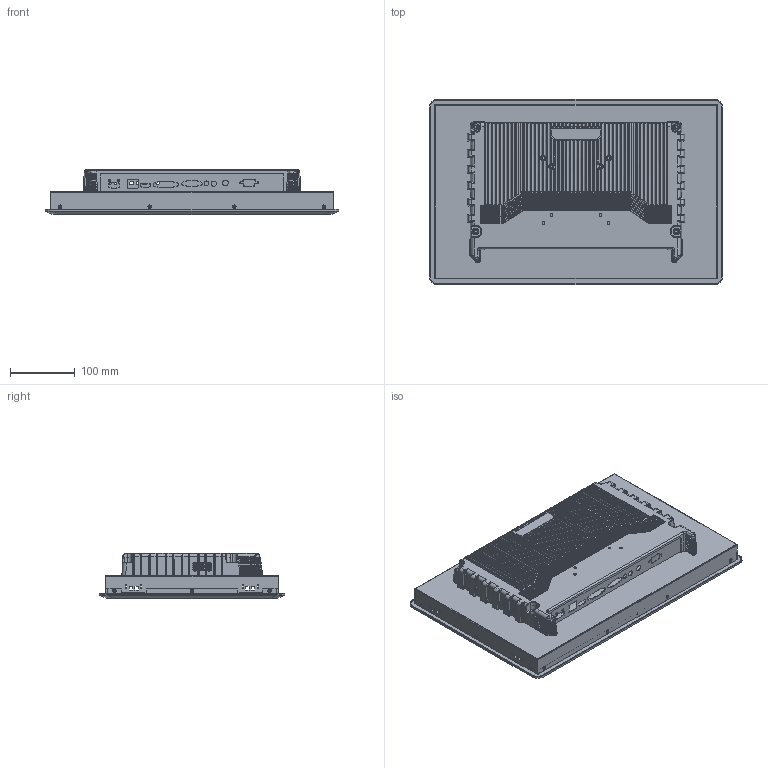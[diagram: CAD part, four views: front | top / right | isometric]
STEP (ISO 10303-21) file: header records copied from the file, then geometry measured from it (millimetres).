
FILE_DESCRIPTION((''),'2;1');
FILE_NAME('0_0_QD_173_INCH_MONITOR_ASM_4_ASM','2024-06-12T17:32:18',('Administrator'),(''),'CREO PARAMETRIC BY PTC INC, 2022164','CREO PARAMETRIC BY PTC INC, 2022164','');
FILE_SCHEMA(('AUTOMOTIVE_DESIGN { 1 0 10303 214 1 1 1 1 }'));
Products named in the file (16): 30-001-1000496_1; 36-003-1000050_1; FRONT_173-INCH-ASM_ASM_1_ASM; MIDLLE_173-INCH-NEW_1; MIDDLE_173-INCH-NEW_ASM_1_ASM; D-DB_1; UP-DB-MONITOR_1_1; UP-DB-MONITOR_1_2; UP-DB-MONITOR_1_ASM; UP-DB-MONITOR_ASM_1_ASM; BOTTOM_15_0-17_3-INCH-NEW_1; BOTTOM_15-17_3-INCH_ASM_1_ASM; BOTTOM_15-17_3-INCH-ASM_ASM_1_ASM; TUOBAN_MONITOR_ASM_ASM_1_ASM; QD_173_INCH_MIDDLE_ASM_ASM_1_ASM; 0_0_QD_173_INCH_MONITOR_ASM_4_ASM
Assembly tree (15 placements, depth 6):
  0_0_QD_173_INCH_MONITOR_ASM_4_ASM
    FRONT_173-INCH-ASM_ASM_1_ASM
      30-001-1000496_1
      36-003-1000050_1
    QD_173_INCH_MIDDLE_ASM_ASM_1_ASM
      MIDDLE_173-INCH-NEW_ASM_1_ASM
        MIDLLE_173-INCH-NEW_1
      TUOBAN_MONITOR_ASM_ASM_1_ASM
        D-DB_1
        UP-DB-MONITOR_ASM_1_ASM
          UP-DB-MONITOR_1_ASM
            UP-DB-MONITOR_1_1
            UP-DB-MONITOR_1_2
        BOTTOM_15-17_3-INCH-ASM_ASM_1_ASM
          BOTTOM_15-17_3-INCH_ASM_1_ASM
            BOTTOM_15_0-17_3-INCH-NEW_1
Bounding box: 452 x 285 x 69.5 mm (x, y, z)
Volume: 1006754.6 mm3; surface area: 807754.2 mm2
Topology: 7 solids, 7 shells, 3661 faces, 9020 edges, 5419 vertices
Faces by surface type: cylinder 1335, plane 1247, torus 490, bspline 392, cone 174, sphere 15, extrusion 8
Entity records: 172606 total; most frequent: CARTESIAN_POINT 60971, ORIENTED_EDGE 18016, DIRECTION 17319, EDGE_CURVE 9008, PRESENTATION_STYLE_ASSIGNMENT 8517, STYLED_ITEM 8502, CURVE_STYLE 8496, AXIS2_PLACEMENT_3D 6319
